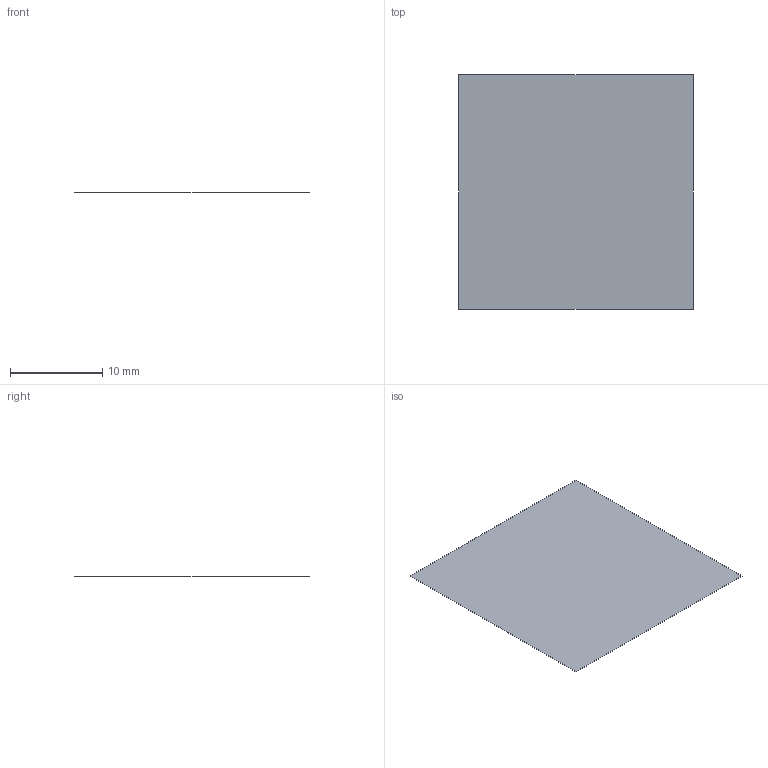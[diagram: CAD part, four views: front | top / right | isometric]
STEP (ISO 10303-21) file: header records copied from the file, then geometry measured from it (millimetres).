
FILE_DESCRIPTION(('Bauteilbeschreibung','HiCAD-Model','HiCAD-STEP-TRANSLATION','Bauteilbeschreibung'),'2;1');
FILE_NAME('C2-HC-214.STP','2001-09-04T11:54:27+00:00',('Konstrukteur'),('Konstrukteur Firma GmbH'),'HiCAD2 V1101 STEP 20.8.2001','HiCAD2 V1101','confidential');
FILE_SCHEMA(('AUTOMOTIVE_DESIGN { 1 2 10303 214 0 1 1 1 }'));
Length unit declared in the file: millimetre
Products named in the file (2): SHAPEDEFREPSETSTART; C2_UG_214
Assembly tree (1 placements, depth 2):
  SHAPEDEFREPSETSTART
    C2_UG_214
Bounding box: 25.4 x 25.4 x 0 mm (x, y, z)
Surface area: 645.2 mm2 (no closed solid volume)
Topology: 0 solids, 1 shells, 1 faces, 4 edges, 4 vertices
Faces by surface type: plane 1
Entity records: 131 total; most frequent: CARTESIAN_POINT 13, DIRECTION 10, REPRESENTATION 7, PROPERTY_DEFINITION 6, PROPERTY_DEFINITION_REPRESENTATION 6, DERIVED_UNIT 4, DERIVED_UNIT_ELEMENT 4, EDGE_CURVE 4
